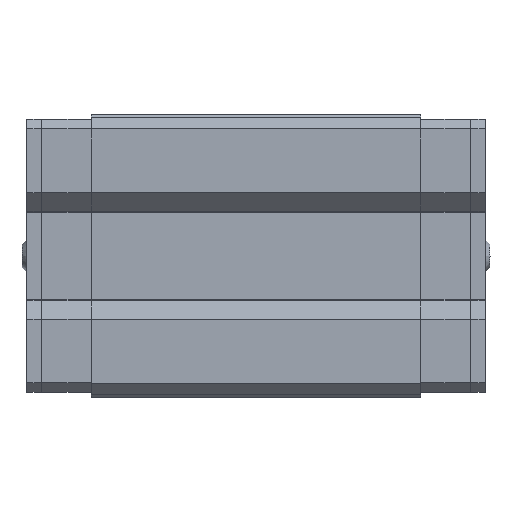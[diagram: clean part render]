
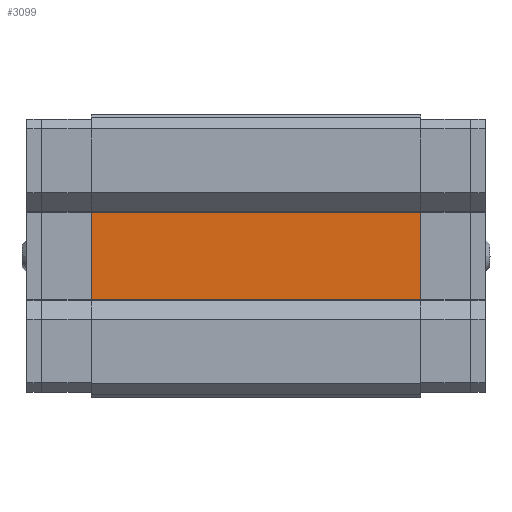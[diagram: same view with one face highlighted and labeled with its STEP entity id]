
A CAD part, front view. The second image highlights one B-rep face of the part: STEP entity #3099.
In plain terms, the highlighted planar face has unit normal (0, -1, 0).
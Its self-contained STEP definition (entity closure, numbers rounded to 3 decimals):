
#3099=ADVANCED_FACE('',(#8484),#8486,.T.);
#8484=FACE_BOUND('',#8485,.T.);
#8485=EDGE_LOOP('',(#12759,#12760,#12761,#12762));
#8486=PLANE('',#8487);
#8487=AXIS2_PLACEMENT_3D('',#8488,#8489,#8490);
#8488=CARTESIAN_POINT('',(-9.256,0.,-35.));
#8489=DIRECTION('',(0.,-1.,0.));
#8490=DIRECTION('',(0.,0.,-1.));
#12759=ORIENTED_EDGE('',*,*,#15491,.F.);
#12760=ORIENTED_EDGE('',*,*,#15552,.T.);
#12761=ORIENTED_EDGE('',*,*,#15553,.F.);
#12762=ORIENTED_EDGE('',*,*,#15554,.F.);
#15491=EDGE_CURVE('',#17881,#17883,#17884,.T.);
#15552=EDGE_CURVE('',#17881,#17988,#17990,.T.);
#15553=EDGE_CURVE('',#17991,#17988,#17992,.T.);
#15554=EDGE_CURVE('',#17883,#17991,#17993,.T.);
#17881=VERTEX_POINT('',#22830);
#17883=VERTEX_POINT('',#22834);
#17884=LINE('',#22835,#22836);
#17988=VERTEX_POINT('',#23069);
#17990=LINE('',#23073,#23074);
#17991=VERTEX_POINT('',#23076);
#17992=LINE('',#23077,#23078);
#17993=LINE('',#23080,#23081);
#22830=CARTESIAN_POINT('',(-9.256,0.,35.));
#22834=CARTESIAN_POINT('',(9.256,0.,35.));
#22835=CARTESIAN_POINT('',(-9.256,0.,35.));
#22836=VECTOR('',#22837,1.);
#22837=DIRECTION('',(1.,0.,0.));
#23069=CARTESIAN_POINT('',(-9.256,0.,-35.));
#23073=CARTESIAN_POINT('',(-9.256,0.,35.));
#23074=VECTOR('',#23075,1.);
#23075=DIRECTION('',(0.,0.,-1.));
#23076=CARTESIAN_POINT('',(9.256,0.,-35.));
#23077=CARTESIAN_POINT('',(9.256,0.,-35.));
#23078=VECTOR('',#23079,1.);
#23079=DIRECTION('',(-1.,0.,0.));
#23080=CARTESIAN_POINT('',(9.256,0.,35.));
#23081=VECTOR('',#23082,1.);
#23082=DIRECTION('',(0.,0.,-1.));
